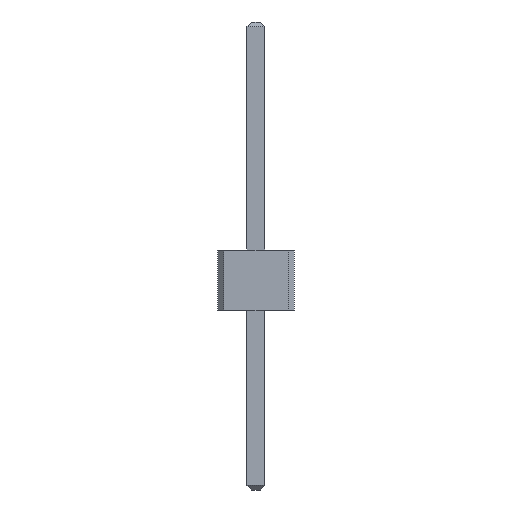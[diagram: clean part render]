
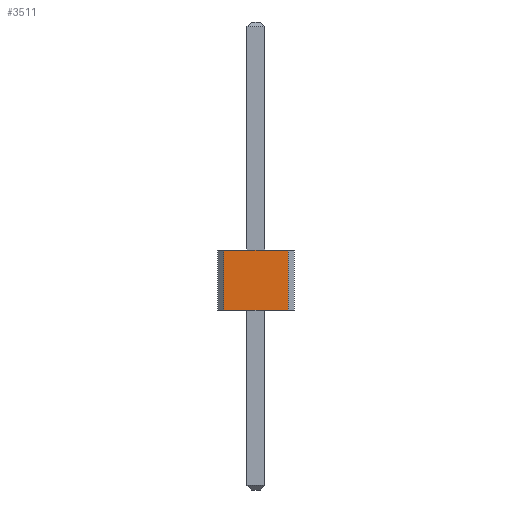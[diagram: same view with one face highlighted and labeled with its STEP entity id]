
A CAD part, front view. The second image highlights one B-rep face of the part: STEP entity #3511.
In plain terms, the highlighted planar face has unit normal (0, -1, 0).
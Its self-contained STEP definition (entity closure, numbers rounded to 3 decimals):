
#383 = VERTEX_POINT('',#384);
#384 = CARTESIAN_POINT('',(0.535,-12.5,0.));
#390 = EDGE_CURVE('',#391,#383,#393,.T.);
#391 = VERTEX_POINT('',#392);
#392 = CARTESIAN_POINT('',(-0.535,-12.5,0.));
#393 = LINE('',#394,#395);
#394 = CARTESIAN_POINT('',(-0.635,-12.5,0.));
#395 = VECTOR('',#396,1.);
#396 = DIRECTION('',(1.,0.,0.));
#1489 = VERTEX_POINT('',#1490);
#1490 = CARTESIAN_POINT('',(-0.535,-12.5,1.));
#1496 = EDGE_CURVE('',#1489,#1497,#1499,.T.);
#1497 = VERTEX_POINT('',#1498);
#1498 = CARTESIAN_POINT('',(0.535,-12.5,1.));
#1499 = LINE('',#1500,#1501);
#1500 = CARTESIAN_POINT('',(-0.635,-12.5,1.));
#1501 = VECTOR('',#1502,1.);
#1502 = DIRECTION('',(1.,0.,0.));
#3501 = EDGE_CURVE('',#391,#1489,#3502,.T.);
#3502 = LINE('',#3503,#3504);
#3503 = CARTESIAN_POINT('',(-0.535,-12.5,0.));
#3504 = VECTOR('',#3505,1.);
#3505 = DIRECTION('',(0.,0.,1.));
#3511 = ADVANCED_FACE('',(#3512),#3523,.F.);
#3512 = FACE_BOUND('',#3513,.F.);
#3513 = EDGE_LOOP('',(#3514,#3515,#3516,#3517));
#3514 = ORIENTED_EDGE('',*,*,#390,.F.);
#3515 = ORIENTED_EDGE('',*,*,#3501,.T.);
#3516 = ORIENTED_EDGE('',*,*,#1496,.T.);
#3517 = ORIENTED_EDGE('',*,*,#3518,.F.);
#3518 = EDGE_CURVE('',#383,#1497,#3519,.T.);
#3519 = LINE('',#3520,#3521);
#3520 = CARTESIAN_POINT('',(0.535,-12.5,0.));
#3521 = VECTOR('',#3522,1.);
#3522 = DIRECTION('',(0.,0.,1.));
#3523 = PLANE('',#3524);
#3524 = AXIS2_PLACEMENT_3D('',#3525,#3526,#3527);
#3525 = CARTESIAN_POINT('',(-0.635,-12.5,0.));
#3526 = DIRECTION('',(0.,1.,0.));
#3527 = DIRECTION('',(1.,0.,0.));
